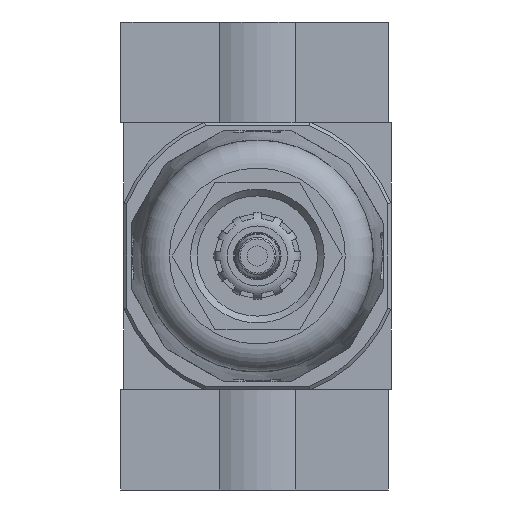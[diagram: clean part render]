
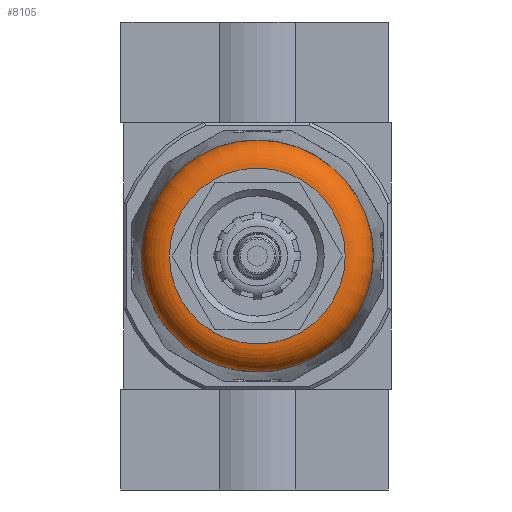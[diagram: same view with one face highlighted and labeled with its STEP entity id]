
A CAD part, front view. The second image highlights one B-rep face of the part: STEP entity #8105.
In plain terms, the highlighted toroidal (fillet/blend) face has major radius 13.15 mm and minor radius 4.2 mm.
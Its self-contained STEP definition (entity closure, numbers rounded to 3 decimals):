
#215=TOROIDAL_SURFACE('',#8670,13.15,4.2);
#2066=ORIENTED_EDGE('',*,*,#3771,.T.);
#2067=ORIENTED_EDGE('',*,*,#3770,.F.);
#3770=EDGE_CURVE('',#4617,#4617,#5153,.T.);
#3771=EDGE_CURVE('',#4618,#4618,#5154,.T.);
#4617=VERTEX_POINT('',#12313);
#4618=VERTEX_POINT('',#12316);
#5153=CIRCLE('',#8669,13.15);
#5154=CIRCLE('',#8671,17.35);
#5534=EDGE_LOOP('',(#2066));
#5535=EDGE_LOOP('',(#2067));
#6096=FACE_BOUND('',#5534,.T.);
#6097=FACE_BOUND('',#5535,.T.);
#8105=ADVANCED_FACE('',(#6096,#6097),#215,.T.);
#8669=AXIS2_PLACEMENT_3D('',#12312,#9842,#9843);
#8670=AXIS2_PLACEMENT_3D('',#12314,#9844,#9845);
#8671=AXIS2_PLACEMENT_3D('',#12315,#9846,#9847);
#9842=DIRECTION('',(0.,-1.,0.));
#9843=DIRECTION('',(0.,0.,-1.));
#9844=DIRECTION('',(0.,-1.,0.));
#9845=DIRECTION('',(0.,0.,-1.));
#9846=DIRECTION('',(0.,-1.,0.));
#9847=DIRECTION('',(0.,0.,-1.));
#12312=CARTESIAN_POINT('',(0.,-119.,0.));
#12313=CARTESIAN_POINT('',(0.,-119.,-13.15));
#12314=CARTESIAN_POINT('',(0.,-114.8,0.));
#12315=CARTESIAN_POINT('',(0.,-114.8,0.));
#12316=CARTESIAN_POINT('',(0.,-114.8,-17.35));
